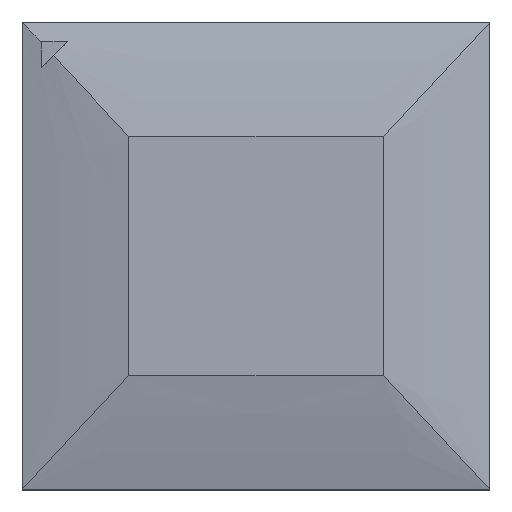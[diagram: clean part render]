
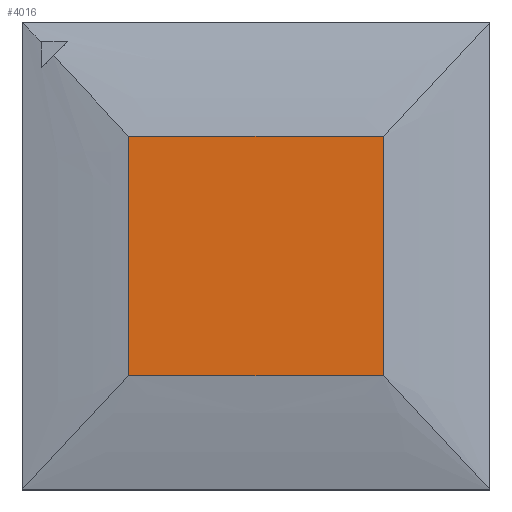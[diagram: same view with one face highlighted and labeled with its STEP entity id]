
A CAD part, top view. The second image highlights one B-rep face of the part: STEP entity #4016.
In plain terms, the highlighted planar face has unit normal (0, 0, 1).
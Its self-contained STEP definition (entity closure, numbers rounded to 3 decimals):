
#607=FACE_OUTER_BOUND('',#907,.T.);
#907=EDGE_LOOP('',(#2932,#2933,#2934,#2935));
#1084=LINE('',#6272,#1417);
#1088=LINE('',#6279,#1421);
#1091=LINE('',#6285,#1424);
#1093=LINE('',#6288,#1426);
#1417=VECTOR('',#5226,1000.);
#1421=VECTOR('',#5232,1000.);
#1424=VECTOR('',#5237,1000.);
#1426=VECTOR('',#5241,1000.);
#1877=VERTEX_POINT('',#6269);
#1878=VERTEX_POINT('',#6271);
#1880=VERTEX_POINT('',#6277);
#1882=VERTEX_POINT('',#6283);
#2264=EDGE_CURVE('',#1878,#1877,#1084,.T.);
#2268=EDGE_CURVE('',#1877,#1880,#1088,.T.);
#2271=EDGE_CURVE('',#1880,#1882,#1091,.T.);
#2273=EDGE_CURVE('',#1882,#1878,#1093,.T.);
#2932=ORIENTED_EDGE('',*,*,#2264,.T.);
#2933=ORIENTED_EDGE('',*,*,#2268,.T.);
#2934=ORIENTED_EDGE('',*,*,#2271,.T.);
#2935=ORIENTED_EDGE('',*,*,#2273,.T.);
#3742=PLANE('',#4531);
#4016=ADVANCED_FACE('',(#607),#3742,.T.);
#4531=AXIS2_PLACEMENT_3D('',#6289,#5242,#5243);
#5226=DIRECTION('',(-1.,0.,0.));
#5232=DIRECTION('',(0.,-1.,0.));
#5237=DIRECTION('',(1.,0.,0.));
#5241=DIRECTION('',(0.,1.,0.));
#5242=DIRECTION('center_axis',(0.,0.,1.));
#5243=DIRECTION('ref_axis',(0.,-1.,0.));
#6269=CARTESIAN_POINT('',(-2.45,2.3,1.465));
#6271=CARTESIAN_POINT('',(2.45,2.3,1.465));
#6272=CARTESIAN_POINT('',(2.45,2.3,1.465));
#6277=CARTESIAN_POINT('',(-2.45,-2.3,1.465));
#6279=CARTESIAN_POINT('',(-2.45,2.3,1.465));
#6283=CARTESIAN_POINT('',(2.45,-2.3,1.465));
#6285=CARTESIAN_POINT('',(-2.45,-2.3,1.465));
#6288=CARTESIAN_POINT('',(2.45,-2.3,1.465));
#6289=CARTESIAN_POINT('Origin',(0.,0.,1.465));
